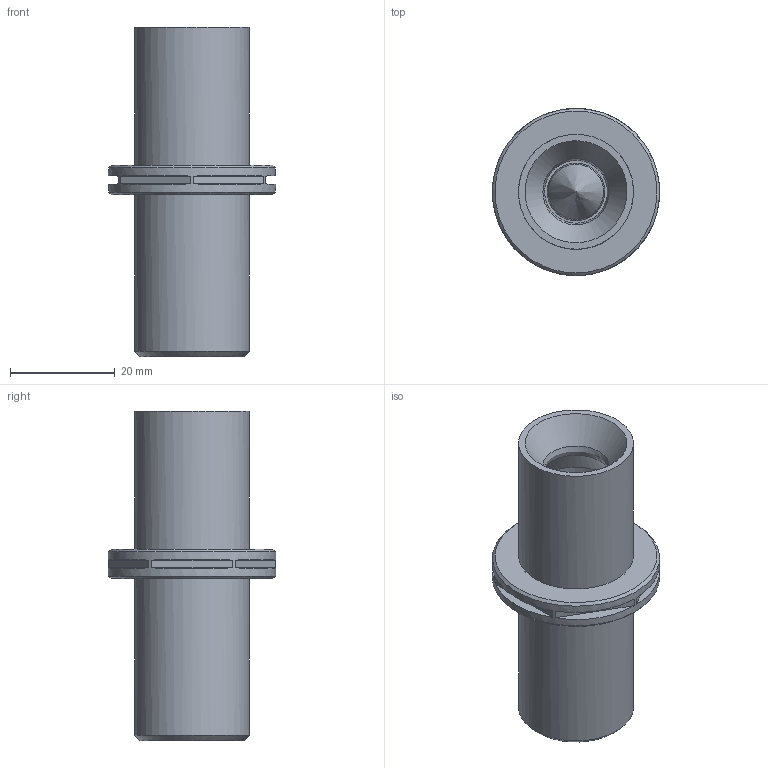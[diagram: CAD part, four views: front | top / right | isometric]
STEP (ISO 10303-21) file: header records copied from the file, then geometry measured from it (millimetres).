
FILE_DESCRIPTION(( 'HARTING HARTING HARTING HARTING HARTING HARTING HARTING HARTING HARTING', 'This Document is valid for Parts No. 09 11 000 6256 '),'2;1');
FILE_NAME('MD_09110006256_R25451.stp', '2003-12-01T09:25:27',('ITIS-3'),('HARTING KGaA, D-32339 Espelkamp'), 'I-DEAS Master Series 9','HP-UNIX','Yes');
FILE_SCHEMA(('AUTOMOTIVE_DESIGN { 1 0 10303 214 0 1 1 1 }'));
Length unit declared in the file: millimetre
Products named in the file (1): Han HC-AX-PE-Lamellenkontaktbuchse
Bounding box: 31.99 x 32 x 63 mm (x, y, z)
Volume: 16763.6 mm3; surface area: 9064.3 mm2
Topology: 1 solids, 1 shells, 43 faces, 78 edges, 49 vertices
Faces by surface type: bspline 43
Entity records: 1267 total; most frequent: CARTESIAN_POINT 726, ORIENTED_EDGE 154, EDGE_CURVE 77, EDGE_LOOP 56, VERTEX_POINT 49, FACE_OUTER_BOUND 43, ADVANCED_FACE 43, QUASI_UNIFORM_CURVE 21
